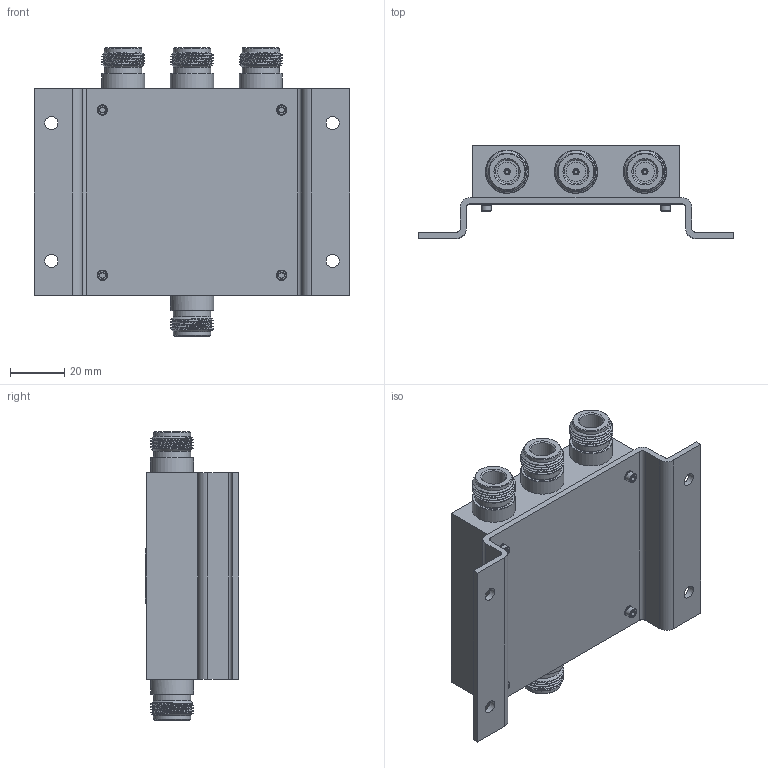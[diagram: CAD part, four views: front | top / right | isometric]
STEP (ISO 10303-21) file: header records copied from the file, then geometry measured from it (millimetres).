
FILE_DESCRIPTION (( 'STEP AP203' ), '1' );
FILE_NAME ('FMDV1034A_3D.step', '2021-09-12T15:50:21', ( '' ), ( '' ), 'SwSTEP 2.0', 'SolidWorks 2021', '' );
FILE_SCHEMA (( 'CONFIG_CONTROL_DESIGN' ));
Length unit declared in the file: inch
Products named in the file (1): FMDV1034A_3D
Bounding box: 116.33 x 34.29 x 106.17 mm (x, y, z)
Volume: 142878.9 mm3; surface area: 32764.5 mm2
Topology: 1 solids, 1 shells, 313 faces, 745 edges, 475 vertices
Faces by surface type: plane 137, cylinder 88, cone 72, bspline 15, torus 1
Full cylindrical faces by diameter (mm): 1.27 x4, 2.286 x4, 3.658 x4, 3.856 x4, 4.826 x4, 7.112 x4, 8.636 x4, 13.716 x8, 15.875 x4
Entity records: 14874 total; most frequent: CARTESIAN_POINT 8395, ORIENTED_EDGE 1304, DIRECTION 1232, EDGE_CURVE 652, AXIS2_PLACEMENT_3D 512, VERTEX_POINT 452, EDGE_LOOP 430, FACE_OUTER_BOUND 356
